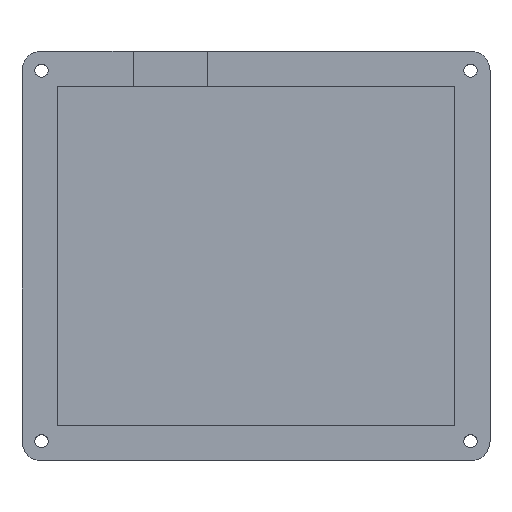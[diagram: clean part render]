
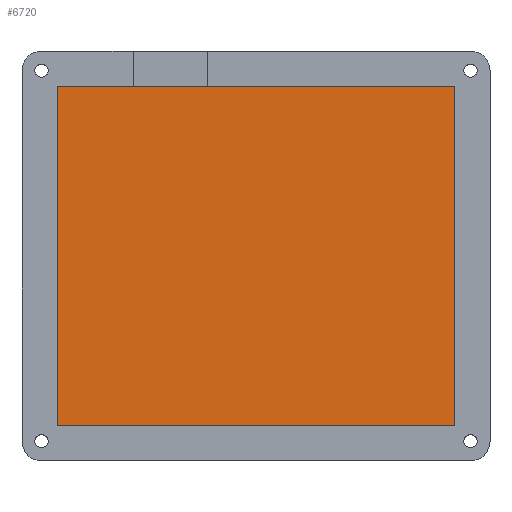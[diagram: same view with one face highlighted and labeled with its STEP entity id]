
A CAD part, top view. The second image highlights one B-rep face of the part: STEP entity #6720.
In plain terms, the highlighted planar face has unit normal (0, 0, 1).
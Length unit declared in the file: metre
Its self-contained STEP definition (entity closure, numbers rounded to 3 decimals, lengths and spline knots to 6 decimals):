
#907=ORIENTED_EDGE('',*,*,#2905,.F.);
#908=ORIENTED_EDGE('',*,*,#2897,.T.);
#909=ORIENTED_EDGE('',*,*,#2927,.T.);
#910=ORIENTED_EDGE('',*,*,#2908,.F.);
#2897=EDGE_CURVE('',#3925,#3924,#4470,.T.);
#2905=EDGE_CURVE('',#3925,#3932,#4474,.T.);
#2908=EDGE_CURVE('',#3932,#3934,#4477,.T.);
#2927=EDGE_CURVE('',#3924,#3934,#4496,.T.);
#3924=VERTEX_POINT('',#9567);
#3925=VERTEX_POINT('',#9569);
#3932=VERTEX_POINT('',#9589);
#3934=VERTEX_POINT('',#9595);
#4470=LINE('',#9568,#5133);
#4474=LINE('',#9588,#5137);
#4477=LINE('',#9594,#5140);
#4496=LINE('',#9632,#5159);
#5133=VECTOR('',#7666,1.);
#5137=VECTOR('',#7688,1.);
#5140=VECTOR('',#7693,1.);
#5159=VECTOR('',#7722,1.);
#5701=EDGE_LOOP('',(#907,#908,#909,#910));
#6128=FACE_BOUND('',#5701,.T.);
#6519=PLANE('',#7164);
#6720=ADVANCED_FACE('',(#6128),#6519,.T.);
#7164=AXIS2_PLACEMENT_3D('',#9649,#7744,#7745);
#7666=DIRECTION('',(-1.,0.,0.));
#7688=DIRECTION('',(0.,-1.,0.));
#7693=DIRECTION('',(-1.,0.,0.));
#7722=DIRECTION('',(0.,-1.,0.));
#7744=DIRECTION('',(0.,0.,1.));
#7745=DIRECTION('',(1.,0.,0.));
#9567=CARTESIAN_POINT('',(-0.051,0.0435,0.003));
#9568=CARTESIAN_POINT('',(0.,0.0435,0.003));
#9569=CARTESIAN_POINT('',(0.051,0.0435,0.003));
#9588=CARTESIAN_POINT('',(0.051,0.,0.003));
#9589=CARTESIAN_POINT('',(0.051,-0.0435,0.003));
#9594=CARTESIAN_POINT('',(0.,-0.0435,0.003));
#9595=CARTESIAN_POINT('',(-0.051,-0.0435,0.003));
#9632=CARTESIAN_POINT('',(-0.051,0.,0.003));
#9649=CARTESIAN_POINT('',(0.,0.,0.003));
